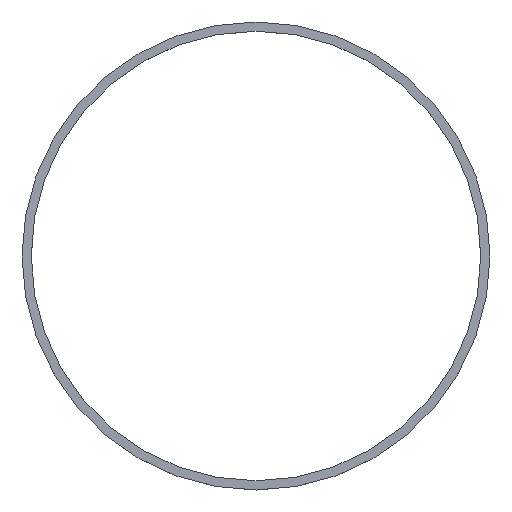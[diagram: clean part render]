
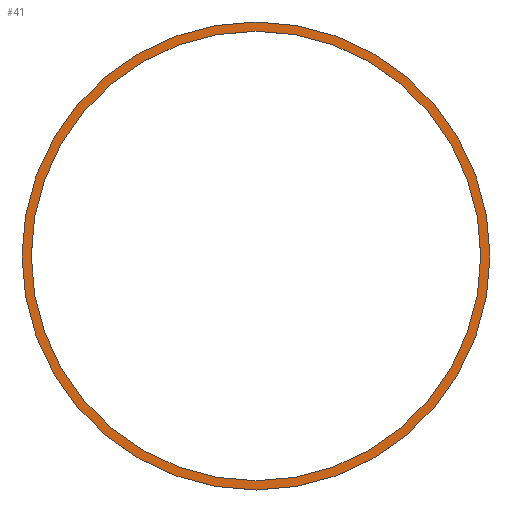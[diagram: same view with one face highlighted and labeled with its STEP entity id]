
A CAD part, top view. The second image highlights one B-rep face of the part: STEP entity #41.
In plain terms, the highlighted planar face has unit normal (0, 0, 1).
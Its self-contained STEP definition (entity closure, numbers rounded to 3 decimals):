
#41=ADVANCED_FACE('',(#65,#57),#153,.T.);
#57=FACE_OUTER_BOUND('',#80,.F.);
#65=FACE_BOUND('',#79,.F.);
#79=EDGE_LOOP('',(#127,#128));
#80=EDGE_LOOP('',(#129,#130));
#127=ORIENTED_EDGE('',*,*,#210,.T.);
#128=ORIENTED_EDGE('',*,*,#209,.T.);
#129=ORIENTED_EDGE('',*,*,#212,.F.);
#130=ORIENTED_EDGE('',*,*,#211,.F.);
#153=PLANE('',#318);
#209=EDGE_CURVE('',#244,#243,#233,.T.);
#210=EDGE_CURVE('',#243,#244,#234,.T.);
#211=EDGE_CURVE('',#242,#241,#235,.T.);
#212=EDGE_CURVE('',#241,#242,#236,.T.);
#233=CIRCLE('',#302,365.);
#234=CIRCLE('',#303,365.);
#235=CIRCLE('',#304,380.);
#236=CIRCLE('',#305,380.);
#241=VERTEX_POINT('',#422);
#242=VERTEX_POINT('',#423);
#243=VERTEX_POINT('',#424);
#244=VERTEX_POINT('',#425);
#302=AXIS2_PLACEMENT_3D('',#462,#366,#367);
#303=AXIS2_PLACEMENT_3D('',#463,#368,#369);
#304=AXIS2_PLACEMENT_3D('',#464,#370,#371);
#305=AXIS2_PLACEMENT_3D('',#465,#372,#373);
#318=AXIS2_PLACEMENT_3D('',#482,#402,#403);
#366=DIRECTION('',(0.,0.,1.));
#367=DIRECTION('',(-1.,0.,0.));
#368=DIRECTION('',(0.,0.,1.));
#369=DIRECTION('',(1.,0.,0.));
#370=DIRECTION('',(0.,0.,1.));
#371=DIRECTION('',(-1.,0.,0.));
#372=DIRECTION('',(0.,0.,1.));
#373=DIRECTION('',(1.,0.,0.));
#402=DIRECTION('',(0.,0.,1.));
#403=DIRECTION('',(1.,0.,0.));
#422=CARTESIAN_POINT('',(380.,0.,22.4));
#423=CARTESIAN_POINT('',(-380.,0.,22.4));
#424=CARTESIAN_POINT('',(365.,0.,22.4));
#425=CARTESIAN_POINT('',(-365.,0.,22.4));
#462=CARTESIAN_POINT('',(0.,0.,22.4));
#463=CARTESIAN_POINT('',(0.,0.,22.4));
#464=CARTESIAN_POINT('',(0.,0.,22.4));
#465=CARTESIAN_POINT('',(0.,0.,22.4));
#482=CARTESIAN_POINT('',(-388.097,-387.609,22.4));
